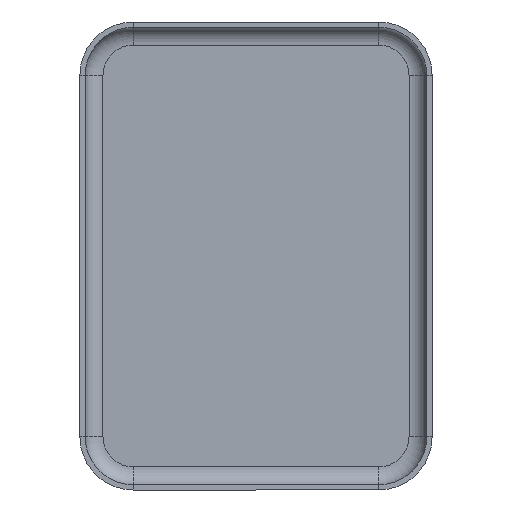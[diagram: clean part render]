
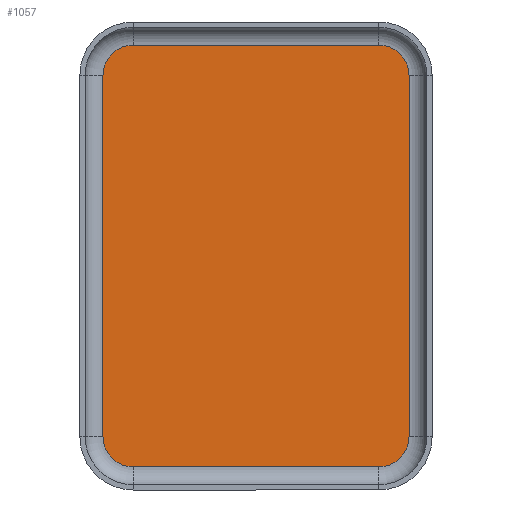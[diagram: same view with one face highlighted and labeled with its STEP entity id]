
A CAD part, front view. The second image highlights one B-rep face of the part: STEP entity #1057.
In plain terms, the highlighted planar face has unit normal (0, -1, 0).
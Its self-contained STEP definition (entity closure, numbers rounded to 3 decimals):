
#5 = VECTOR ( 'NONE', #723, 1000. ) ;
#20 = LINE ( 'NONE', #730, #5 ) ;
#38 = VERTEX_POINT ( 'NONE', #409 ) ;
#57 = DIRECTION ( 'NONE',  ( 0., 1., 0. ) ) ;
#85 = EDGE_LOOP ( 'NONE', ( #640, #539, #185, #721, #999, #164, #1172, #100 ) ) ;
#87 = DIRECTION ( 'NONE',  ( 0., 0., 1. ) ) ;
#91 = CARTESIAN_POINT ( 'NONE',  ( -6.9, -0.3, -11.85 ) ) ;
#92 = EDGE_CURVE ( 'NONE', #395, #322, #1020, .T. ) ;
#99 = DIRECTION ( 'NONE',  ( 0., 1., 0. ) ) ;
#100 = ORIENTED_EDGE ( 'NONE', *, *, #849, .F. ) ;
#142 = DIRECTION ( 'NONE',  ( 0., -1., 0. ) ) ;
#164 = ORIENTED_EDGE ( 'NONE', *, *, #316, .F. ) ;
#173 = CARTESIAN_POINT ( 'NONE',  ( 6.9, -0.3, 10.15 ) ) ;
#185 = ORIENTED_EDGE ( 'NONE', *, *, #92, .F. ) ;
#206 = VECTOR ( 'NONE', #643, 1000. ) ;
#227 = LINE ( 'NONE', #1094, #944 ) ;
#235 = VERTEX_POINT ( 'NONE', #91 ) ;
#236 = CARTESIAN_POINT ( 'NONE',  ( 6.9, -0.3, 10.15 ) ) ;
#242 = PLANE ( 'NONE',  #598 ) ;
#248 = CARTESIAN_POINT ( 'NONE',  ( 6.9, -0.3, -11.85 ) ) ;
#260 = LINE ( 'NONE', #907, #454 ) ;
#277 = EDGE_CURVE ( 'NONE', #38, #635, #369, .T. ) ;
#304 = CARTESIAN_POINT ( 'NONE',  ( 6.9, -0.3, 11.85 ) ) ;
#316 = EDGE_CURVE ( 'NONE', #635, #235, #20, .T. ) ;
#322 = VERTEX_POINT ( 'NONE', #810 ) ;
#327 = CIRCLE ( 'NONE', #825, 1.7 ) ;
#366 = DIRECTION ( 'NONE',  ( 0., 0., 1. ) ) ;
#369 = CIRCLE ( 'NONE', #437, 1.7 ) ;
#395 = VERTEX_POINT ( 'NONE', #544 ) ;
#409 = CARTESIAN_POINT ( 'NONE',  ( 8.6, -0.3, -10.15 ) ) ;
#437 = AXIS2_PLACEMENT_3D ( 'NONE', #450, #99, #366 ) ;
#448 = DIRECTION ( 'NONE',  ( 1., 0., 0. ) ) ;
#450 = CARTESIAN_POINT ( 'NONE',  ( 6.9, -0.3, -10.15 ) ) ;
#454 = VECTOR ( 'NONE', #448, 1000. ) ;
#464 = VERTEX_POINT ( 'NONE', #304 ) ;
#530 = CIRCLE ( 'NONE', #667, 1.7 ) ;
#539 = ORIENTED_EDGE ( 'NONE', *, *, #827, .F. ) ;
#544 = CARTESIAN_POINT ( 'NONE',  ( -8.6, -0.3, 10.15 ) ) ;
#595 = VERTEX_POINT ( 'NONE', #687 ) ;
#598 = AXIS2_PLACEMENT_3D ( 'NONE', #236, #142, #1140 ) ;
#612 = DIRECTION ( 'NONE',  ( 0., 1., 0. ) ) ;
#625 = DIRECTION ( 'NONE',  ( 0., 0., -1. ) ) ;
#635 = VERTEX_POINT ( 'NONE', #248 ) ;
#639 = EDGE_CURVE ( 'NONE', #235, #595, #530, .T. ) ;
#640 = ORIENTED_EDGE ( 'NONE', *, *, #703, .F. ) ;
#643 = DIRECTION ( 'NONE',  ( 0., 0., 1. ) ) ;
#659 = LINE ( 'NONE', #1068, #206 ) ;
#667 = AXIS2_PLACEMENT_3D ( 'NONE', #887, #612, #87 ) ;
#687 = CARTESIAN_POINT ( 'NONE',  ( -8.6, -0.3, -10.15 ) ) ;
#703 = EDGE_CURVE ( 'NONE', #464, #968, #327, .T. ) ;
#721 = ORIENTED_EDGE ( 'NONE', *, *, #871, .F. ) ;
#723 = DIRECTION ( 'NONE',  ( -1., 0., 0. ) ) ;
#730 = CARTESIAN_POINT ( 'NONE',  ( 6.9, -0.3, -11.85 ) ) ;
#810 = CARTESIAN_POINT ( 'NONE',  ( -6.9, -0.3, 11.85 ) ) ;
#825 = AXIS2_PLACEMENT_3D ( 'NONE', #173, #1080, #1072 ) ;
#827 = EDGE_CURVE ( 'NONE', #322, #464, #260, .T. ) ;
#849 = EDGE_CURVE ( 'NONE', #968, #38, #227, .T. ) ;
#871 = EDGE_CURVE ( 'NONE', #595, #395, #659, .T. ) ;
#887 = CARTESIAN_POINT ( 'NONE',  ( -6.9, -0.3, -10.15 ) ) ;
#907 = CARTESIAN_POINT ( 'NONE',  ( -6.9, -0.3, 11.85 ) ) ;
#944 = VECTOR ( 'NONE', #625, 1000. ) ;
#968 = VERTEX_POINT ( 'NONE', #1018 ) ;
#978 = FACE_OUTER_BOUND ( 'NONE', #85, .T. ) ;
#999 = ORIENTED_EDGE ( 'NONE', *, *, #639, .F. ) ;
#1018 = CARTESIAN_POINT ( 'NONE',  ( 8.6, -0.3, 10.15 ) ) ;
#1020 = CIRCLE ( 'NONE', #1159, 1.7 ) ;
#1050 = DIRECTION ( 'NONE',  ( 0., 0., 1. ) ) ;
#1053 = CARTESIAN_POINT ( 'NONE',  ( -6.9, -0.3, 10.15 ) ) ;
#1057 = ADVANCED_FACE ( 'NONE', ( #978 ), #242, .T. ) ;
#1068 = CARTESIAN_POINT ( 'NONE',  ( -8.6, -0.3, -10.15 ) ) ;
#1072 = DIRECTION ( 'NONE',  ( 0., 0., 1. ) ) ;
#1080 = DIRECTION ( 'NONE',  ( 0., 1., 0. ) ) ;
#1094 = CARTESIAN_POINT ( 'NONE',  ( 8.6, -0.3, 10.15 ) ) ;
#1140 = DIRECTION ( 'NONE',  ( 0., 0., -1. ) ) ;
#1159 = AXIS2_PLACEMENT_3D ( 'NONE', #1053, #57, #1050 ) ;
#1172 = ORIENTED_EDGE ( 'NONE', *, *, #277, .F. ) ;
